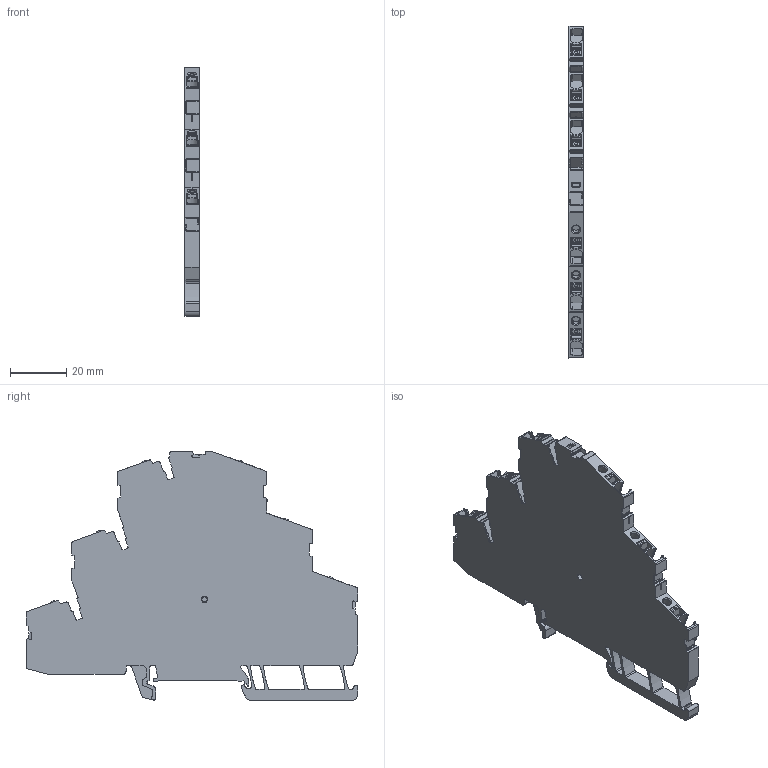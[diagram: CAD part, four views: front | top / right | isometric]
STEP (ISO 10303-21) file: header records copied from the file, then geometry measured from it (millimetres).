
FILE_DESCRIPTION(('CATIA V5 STEP Exchange','CAx-IF Rec.Pracs.--- Model Styling and Organization---1.5--- 2016-08-15','CAx-IF Rec.Pracs.---Supplemental Geometry---1.0---2011-11-01','CAx-IF Rec.Pracs.--- Composite Materials ---1.1---2010-07-15'),'2;1');
FILE_NAME ('1482439-2_1', '2024-11-14T06:59:25+00:00', ('none'), ('Weidmueller'), 'CATIA Version 5-6 Release 2022 SP4 HF5', 'CATIA V5 STEP AP214 v3', 'none');
FILE_SCHEMA(('AUTOMOTIVE_DESIGN { 1 0 10303 214 1 1 1 1 }'));
Products named in the file (1): 2902540000
Bounding box: 5.1 x 118.37 x 88.75 mm (x, y, z)
Volume: 32931.7 mm3; surface area: 18129.8 mm2
Topology: 1 solids, 2 shells, 1349 faces, 3712 edges, 2395 vertices
Faces by surface type: cylinder 580, plane 507, extrusion 153, bspline 60, torus 41, cone 6, sphere 2
Entity records: 49680 total; most frequent: CARTESIAN_POINT 15675, ORIENTED_EDGE 7420, DIRECTION 5446, EDGE_CURVE 3710, VECTOR 2404, VERTEX_POINT 2395, LINE 2251, AXIS2_PLACEMENT_3D 2004
